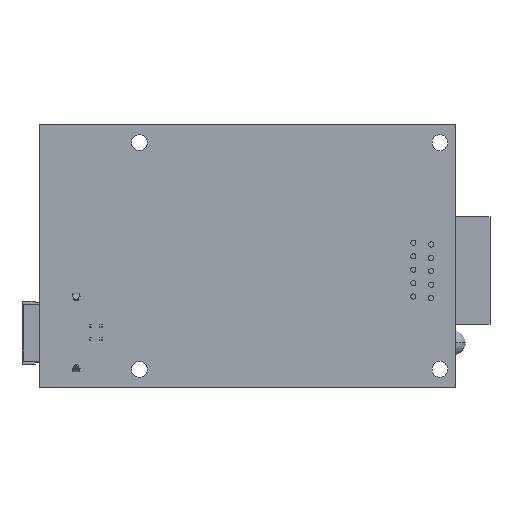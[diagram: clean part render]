
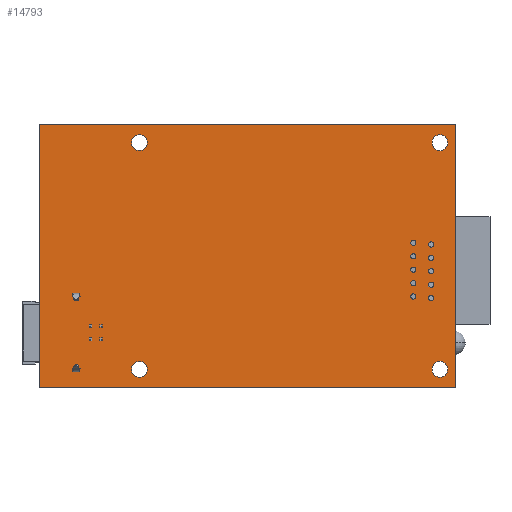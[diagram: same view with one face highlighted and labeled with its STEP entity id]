
A CAD part, front view. The second image highlights one B-rep face of the part: STEP entity #14793.
In plain terms, the highlighted planar face has unit normal (0, -1, 0).
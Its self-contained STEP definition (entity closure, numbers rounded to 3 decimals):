
#122 = FACE_OUTER_BOUND ( 'NONE', #12413, .T. ) ;
#289 = AXIS2_PLACEMENT_3D ( 'NONE', #8817, #12568, #6281 ) ;
#292 = VERTEX_POINT ( 'NONE', #11549 ) ;
#343 = LINE ( 'NONE', #3616, #13479 ) ;
#666 = EDGE_CURVE ( 'NONE', #8092, #15972, #9610, .T. ) ;
#715 = CARTESIAN_POINT ( 'NONE',  ( -22.337, -0.173, -3.5 ) ) ;
#802 = ORIENTED_EDGE ( 'NONE', *, *, #12137, .F. ) ;
#848 = ORIENTED_EDGE ( 'NONE', *, *, #7394, .T. ) ;
#945 = CARTESIAN_POINT ( 'NONE',  ( 34.663, -0.173, -48. ) ) ;
#1117 = ORIENTED_EDGE ( 'NONE', *, *, #15809, .F. ) ;
#1295 = CIRCLE ( 'NONE', #7804, 1.5 ) ;
#1521 = DIRECTION ( 'NONE',  ( -1., 0., 0. ) ) ;
#1608 = VERTEX_POINT ( 'NONE', #15435 ) ;
#1856 = LINE ( 'NONE', #11051, #11198 ) ;
#1925 = FACE_BOUND ( 'NONE', #16126, .T. ) ;
#1939 = DIRECTION ( 'NONE',  ( 0., -1., 0. ) ) ;
#1950 = DIRECTION ( 'NONE',  ( 0., 1., 0. ) ) ;
#2244 = AXIS2_PLACEMENT_3D ( 'NONE', #10804, #1939, #4421 ) ;
#2412 = CARTESIAN_POINT ( 'NONE',  ( 37.663, -0.173, 0. ) ) ;
#2471 = LINE ( 'NONE', #9335, #5052 ) ;
#2553 = VERTEX_POINT ( 'NONE', #2412 ) ;
#2844 = DIRECTION ( 'NONE',  ( 0., 0., -1. ) ) ;
#3136 = DIRECTION ( 'NONE',  ( 0., 0., -1. ) ) ;
#3616 = CARTESIAN_POINT ( 'NONE',  ( -41.337, -0.173, 0. ) ) ;
#4197 = ORIENTED_EDGE ( 'NONE', *, *, #7700, .T. ) ;
#4381 = DIRECTION ( 'NONE',  ( 0., 0., -1. ) ) ;
#4421 = DIRECTION ( 'NONE',  ( 0., 0., -1. ) ) ;
#4505 = EDGE_LOOP ( 'NONE', ( #4197, #12954 ) ) ;
#5052 = VECTOR ( 'NONE', #12047, 1000. ) ;
#5503 = ORIENTED_EDGE ( 'NONE', *, *, #10248, .T. ) ;
#5666 = ORIENTED_EDGE ( 'NONE', *, *, #6869, .T. ) ;
#5767 = EDGE_CURVE ( 'NONE', #15924, #13166, #1295, .T. ) ;
#5792 = CARTESIAN_POINT ( 'NONE',  ( 34.663, -0.173, -5. ) ) ;
#5804 = CARTESIAN_POINT ( 'NONE',  ( 37.663, -0.173, 0. ) ) ;
#5861 = EDGE_CURVE ( 'NONE', #9001, #1608, #14417, .T. ) ;
#6027 = DIRECTION ( 'NONE',  ( 0., 0., -1. ) ) ;
#6213 = CARTESIAN_POINT ( 'NONE',  ( 34.663, -0.173, -2. ) ) ;
#6242 = CARTESIAN_POINT ( 'NONE',  ( -22.337, -0.173, -45. ) ) ;
#6281 = DIRECTION ( 'NONE',  ( 0., 0., -1. ) ) ;
#6869 = EDGE_CURVE ( 'NONE', #1608, #9001, #11418, .T. ) ;
#6940 = EDGE_CURVE ( 'NONE', #12721, #292, #1856, .T. ) ;
#6967 = AXIS2_PLACEMENT_3D ( 'NONE', #9909, #13658, #6027 ) ;
#7204 = VERTEX_POINT ( 'NONE', #13571 ) ;
#7394 = EDGE_CURVE ( 'NONE', #15972, #8092, #9618, .T. ) ;
#7442 = CARTESIAN_POINT ( 'NONE',  ( -22.337, -0.173, -5. ) ) ;
#7688 = CIRCLE ( 'NONE', #8189, 1.5 ) ;
#7700 = EDGE_CURVE ( 'NONE', #13166, #15924, #16344, .T. ) ;
#7804 = AXIS2_PLACEMENT_3D ( 'NONE', #8918, #11359, #10202 ) ;
#7885 = CARTESIAN_POINT ( 'NONE',  ( 34.663, -0.173, -3.5 ) ) ;
#7954 = EDGE_LOOP ( 'NONE', ( #12178, #848 ) ) ;
#8092 = VERTEX_POINT ( 'NONE', #8662 ) ;
#8189 = AXIS2_PLACEMENT_3D ( 'NONE', #10052, #11315, #9891 ) ;
#8505 = FACE_BOUND ( 'NONE', #7954, .T. ) ;
#8621 = ORIENTED_EDGE ( 'NONE', *, *, #5861, .T. ) ;
#8662 = CARTESIAN_POINT ( 'NONE',  ( 34.663, -0.173, -45. ) ) ;
#8817 = CARTESIAN_POINT ( 'NONE',  ( -22.337, -0.173, -46.5 ) ) ;
#8874 = LINE ( 'NONE', #5804, #14240 ) ;
#8918 = CARTESIAN_POINT ( 'NONE',  ( 34.663, -0.173, -3.5 ) ) ;
#9001 = VERTEX_POINT ( 'NONE', #7442 ) ;
#9019 = AXIS2_PLACEMENT_3D ( 'NONE', #715, #1950, #4381 ) ;
#9103 = ORIENTED_EDGE ( 'NONE', *, *, #6940, .F. ) ;
#9335 = CARTESIAN_POINT ( 'NONE',  ( -41.337, -0.173, 0. ) ) ;
#9610 = CIRCLE ( 'NONE', #14171, 1.5 ) ;
#9618 = CIRCLE ( 'NONE', #6967, 1.5 ) ;
#9861 = ORIENTED_EDGE ( 'NONE', *, *, #14439, .F. ) ;
#9891 = DIRECTION ( 'NONE',  ( 0., 0., -1. ) ) ;
#9909 = CARTESIAN_POINT ( 'NONE',  ( 34.663, -0.173, -46.5 ) ) ;
#10052 = CARTESIAN_POINT ( 'NONE',  ( -22.337, -0.173, -46.5 ) ) ;
#10202 = DIRECTION ( 'NONE',  ( 0., 0., -1. ) ) ;
#10248 = EDGE_CURVE ( 'NONE', #12724, #7204, #12129, .T. ) ;
#10414 = CARTESIAN_POINT ( 'NONE',  ( -41.337, -0.173, 0. ) ) ;
#10804 = CARTESIAN_POINT ( 'NONE',  ( -41.337, -0.173, -50. ) ) ;
#10895 = FACE_BOUND ( 'NONE', #4505, .T. ) ;
#11051 = CARTESIAN_POINT ( 'NONE',  ( -41.337, -0.173, -50. ) ) ;
#11198 = VECTOR ( 'NONE', #1521, 1000. ) ;
#11315 = DIRECTION ( 'NONE',  ( 0., 1., 0. ) ) ;
#11359 = DIRECTION ( 'NONE',  ( 0., 1., 0. ) ) ;
#11367 = EDGE_LOOP ( 'NONE', ( #5666, #8621 ) ) ;
#11397 = DIRECTION ( 'NONE',  ( 0., 0., 1. ) ) ;
#11418 = CIRCLE ( 'NONE', #9019, 1.5 ) ;
#11547 = EDGE_CURVE ( 'NONE', #7204, #12724, #7688, .T. ) ;
#11549 = CARTESIAN_POINT ( 'NONE',  ( -41.337, -0.173, -50. ) ) ;
#11706 = DIRECTION ( 'NONE',  ( 0., 1., 0. ) ) ;
#11984 = ORIENTED_EDGE ( 'NONE', *, *, #11547, .T. ) ;
#12047 = DIRECTION ( 'NONE',  ( 1., 0., 0. ) ) ;
#12129 = CIRCLE ( 'NONE', #289, 1.5 ) ;
#12137 = EDGE_CURVE ( 'NONE', #15120, #2553, #2471, .T. ) ;
#12178 = ORIENTED_EDGE ( 'NONE', *, *, #666, .T. ) ;
#12195 = AXIS2_PLACEMENT_3D ( 'NONE', #16293, #15125, #15177 ) ;
#12413 = EDGE_LOOP ( 'NONE', ( #9861, #9103, #1117, #802 ) ) ;
#12568 = DIRECTION ( 'NONE',  ( 0., 1., 0. ) ) ;
#12615 = AXIS2_PLACEMENT_3D ( 'NONE', #7885, #11706, #15372 ) ;
#12721 = VERTEX_POINT ( 'NONE', #14962 ) ;
#12724 = VERTEX_POINT ( 'NONE', #6242 ) ;
#12954 = ORIENTED_EDGE ( 'NONE', *, *, #5767, .T. ) ;
#13166 = VERTEX_POINT ( 'NONE', #6213 ) ;
#13479 = VECTOR ( 'NONE', #11397, 1000. ) ;
#13571 = CARTESIAN_POINT ( 'NONE',  ( -22.337, -0.173, -48. ) ) ;
#13658 = DIRECTION ( 'NONE',  ( 0., 1., 0. ) ) ;
#13661 = FACE_BOUND ( 'NONE', #11367, .T. ) ;
#14171 = AXIS2_PLACEMENT_3D ( 'NONE', #15528, #14314, #2844 ) ;
#14240 = VECTOR ( 'NONE', #3136, 1000. ) ;
#14314 = DIRECTION ( 'NONE',  ( 0., 1., 0. ) ) ;
#14417 = CIRCLE ( 'NONE', #12195, 1.5 ) ;
#14439 = EDGE_CURVE ( 'NONE', #292, #15120, #343, .T. ) ;
#14793 = ADVANCED_FACE ( 'NONE', ( #13661, #1925, #10895, #8505, #122 ), #15670, .T. ) ;
#14962 = CARTESIAN_POINT ( 'NONE',  ( 37.663, -0.173, -50. ) ) ;
#15120 = VERTEX_POINT ( 'NONE', #10414 ) ;
#15125 = DIRECTION ( 'NONE',  ( 0., 1., 0. ) ) ;
#15177 = DIRECTION ( 'NONE',  ( 0., 0., -1. ) ) ;
#15372 = DIRECTION ( 'NONE',  ( 0., 0., -1. ) ) ;
#15435 = CARTESIAN_POINT ( 'NONE',  ( -22.337, -0.173, -2. ) ) ;
#15528 = CARTESIAN_POINT ( 'NONE',  ( 34.663, -0.173, -46.5 ) ) ;
#15670 = PLANE ( 'NONE',  #2244 ) ;
#15809 = EDGE_CURVE ( 'NONE', #2553, #12721, #8874, .T. ) ;
#15924 = VERTEX_POINT ( 'NONE', #5792 ) ;
#15972 = VERTEX_POINT ( 'NONE', #945 ) ;
#16126 = EDGE_LOOP ( 'NONE', ( #5503, #11984 ) ) ;
#16293 = CARTESIAN_POINT ( 'NONE',  ( -22.337, -0.173, -3.5 ) ) ;
#16344 = CIRCLE ( 'NONE', #12615, 1.5 ) ;
